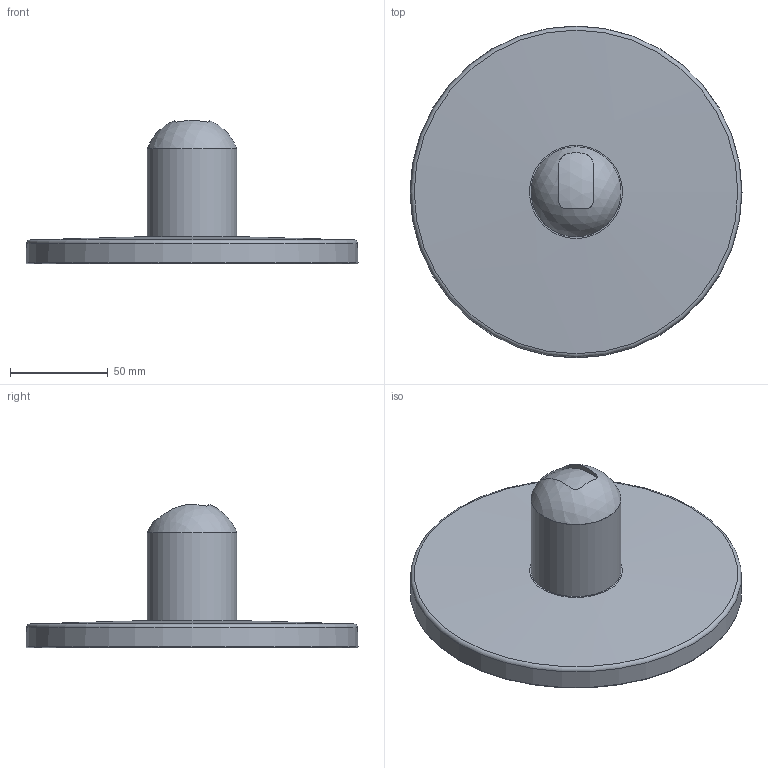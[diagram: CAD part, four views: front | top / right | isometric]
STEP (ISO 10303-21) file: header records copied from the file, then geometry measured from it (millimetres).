
FILE_DESCRIPTION (( 'STEP AP203' ), '1' );
FILE_NAME ('40539183.STEP', '2017-03-09T05:52:39', ( '' ), ( '' ), 'SwSTEP 2.0', 'SolidWorks 2016', '' );
FILE_SCHEMA (( 'CONFIG_CONTROL_DESIGN' ));
Length unit declared in the file: millimetre
Products named in the file (1): 40539183
Bounding box: 170 x 170 x 73.45 mm (x, y, z)
Volume: 383961 mm3; surface area: 58680.6 mm2
Topology: 1 solids, 1 shells, 18 faces, 40 edges, 27 vertices
Faces by surface type: cylinder 6, plane 5, torus 3, sphere 3, cone 1
Full cylindrical faces by diameter (mm): 46 x1
Entity records: 697 total; most frequent: CARTESIAN_POINT 250, DIRECTION 78, ORIENTED_EDGE 66, AXIS2_PLACEMENT_3D 35, EDGE_CURVE 33, EDGE_LOOP 26, VERTEX_POINT 25, FACE_OUTER_BOUND 24
